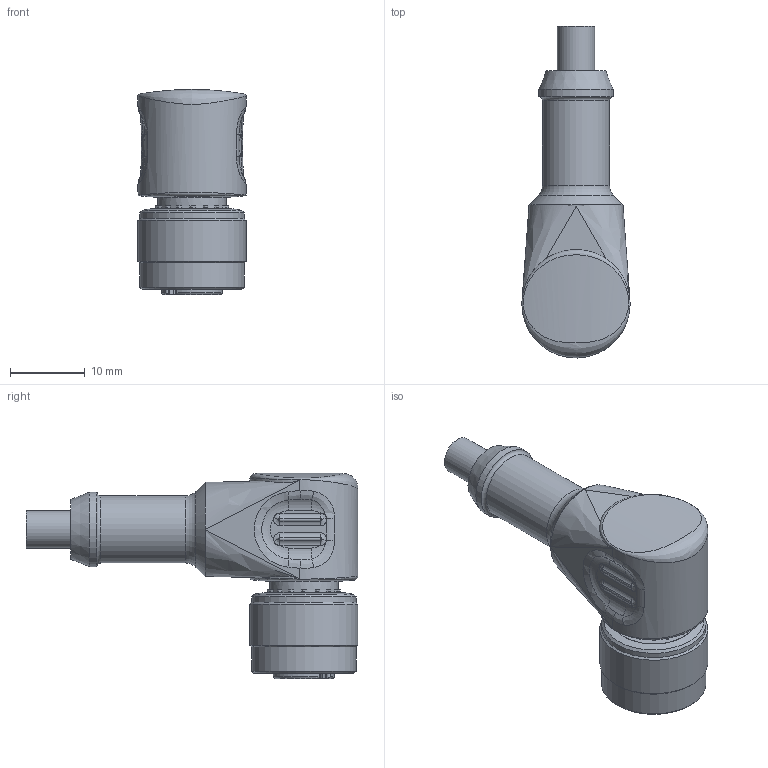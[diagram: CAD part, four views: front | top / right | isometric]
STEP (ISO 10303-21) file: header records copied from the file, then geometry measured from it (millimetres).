
FILE_DESCRIPTION(('FreeCAD Model'),'2;1');
FILE_NAME('R-FA4TZ-T66X.stp','2017-12-11T09:56:26',('CM'),( 'HTM Sensors'),'Open CASCADE STEP processor 6.8','FreeCAD','Unknown' );
FILE_SCHEMA(('CONFIG_CONTROL_DESIGN','SHAPE_APPEARANCE_LAYER_MIM'));
Length unit declared in the file: millimetre
Products named in the file (2): ASSEMBLY; R-FA4TZ-T66X
Assembly tree (1 placements, depth 2):
  ASSEMBLY
    R-FA4TZ-T66X
Bounding box: 14.5 x 44.5 x 27.5 mm (x, y, z)
Volume: 6126.6 mm3; surface area: 3300.2 mm2
Topology: 1 solids, 2 shells, 279 faces, 714 edges, 445 vertices
Faces by surface type: plane 118, cylinder 81, bspline 45, cone 14, torus 13, sphere 8
Full cylindrical faces by diameter (mm): 1.1 x4, 1.6 x4, 5 x1, 8.2 x2, 9 x1, 9.2 x1, 10 x1, 10.2 x1, 10.9 x1, 10.917 x1, 11.2 x1, 14 x2, 14.5 x2
Entity records: 38004 total; most frequent: CARTESIAN_POINT 25141, DIRECTION 2020, ORIENTED_EDGE 1414, PCURVE 1414, DEFINITIONAL_REPRESENTATION 1414, B_SPLINE_CURVE_WITH_KNOTS 850, LINE 760, VECTOR 760
